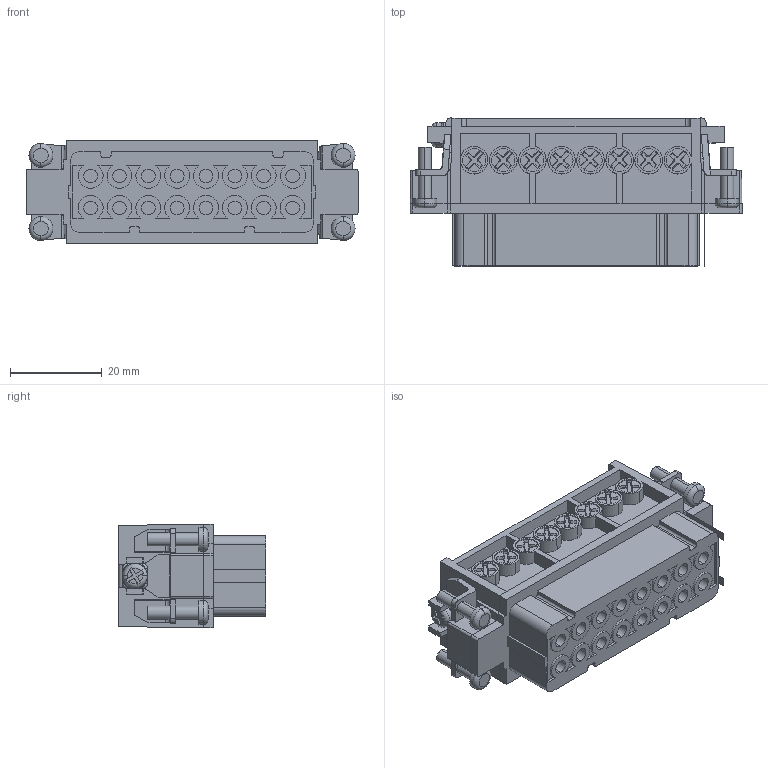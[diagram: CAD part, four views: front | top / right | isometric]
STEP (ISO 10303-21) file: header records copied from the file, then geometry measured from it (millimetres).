
FILE_DESCRIPTION (( 'STEP AP214' ), '1' );
FILE_NAME ('ZP-MC16A-1-FS016.step', '2015-08-12T18:17:26', ( '' ), ( '' ), 'SwSTEP 2.0', 'SolidWorks 2014', '' );
FILE_SCHEMA (( 'AUTOMOTIVE_DESIGN' ));
Length unit declared in the file: millimetre
Products named in the file (1): ZP-MC16A-1-FS016
Bounding box: 72.5 x 32.31 x 22.7 mm (x, y, z)
Volume: 29251.2 mm3; surface area: 17303.3 mm2
Topology: 1 solids, 1 shells, 1101 faces, 2928 edges, 1929 vertices
Faces by surface type: plane 697, cylinder 270, cone 116, torus 14, bspline 4
Entity records: 41522 total; most frequent: CARTESIAN_POINT 6389, DIRECTION 5903, ORIENTED_EDGE 5856, EDGE_CURVE 2928, VECTOR 2073, LINE 2073, VERTEX_POINT 1929, AXIS2_PLACEMENT_3D 1915
